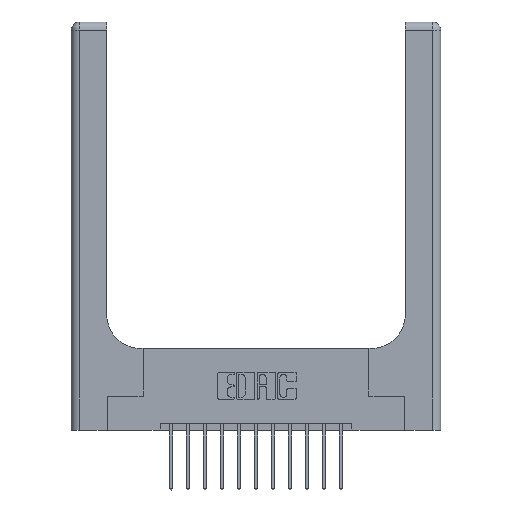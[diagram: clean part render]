
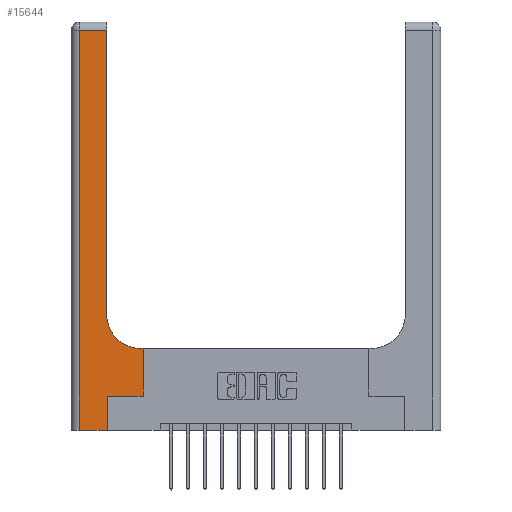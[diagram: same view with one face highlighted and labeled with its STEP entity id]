
A CAD part, top view. The second image highlights one B-rep face of the part: STEP entity #15644.
In plain terms, the highlighted planar face has unit normal (0, 0, 1).
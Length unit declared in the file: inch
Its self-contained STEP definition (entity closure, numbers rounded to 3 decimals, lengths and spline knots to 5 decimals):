
#27 = CARTESIAN_POINT ( 'NONE',  ( 0.265, 0.25, 0.37 ) ) ;
#36 = EDGE_CURVE ( 'NONE', #11319, #14726, #2906, .T. ) ;
#182 = VECTOR ( 'NONE', #5666, 39.37008 ) ;
#1362 = EDGE_CURVE ( 'NONE', #2604, #11319, #1875, .T. ) ;
#1455 = CARTESIAN_POINT ( 'NONE',  ( 0.51, 0.6, 0.37 ) ) ;
#1635 = VECTOR ( 'NONE', #11532, 39.37008 ) ;
#1717 = EDGE_CURVE ( 'NONE', #3345, #2604, #3847, .T. ) ;
#1875 = LINE ( 'NONE', #15297, #15049 ) ;
#1917 = LINE ( 'NONE', #27, #6876 ) ;
#2174 = PLANE ( 'NONE',  #7992 ) ;
#2533 = CARTESIAN_POINT ( 'NONE',  ( 0.51, 0.85, 0.37 ) ) ;
#2604 = VERTEX_POINT ( 'NONE', #5374 ) ;
#2906 = LINE ( 'NONE', #6693, #11908 ) ;
#2937 = VERTEX_POINT ( 'NONE', #7401 ) ;
#3345 = VERTEX_POINT ( 'NONE', #1455 ) ;
#3486 = AXIS2_PLACEMENT_3D ( 'NONE', #2533, #7784, #5604 ) ;
#3523 = ORIENTED_EDGE ( 'NONE', *, *, #1717, .T. ) ;
#3642 = LINE ( 'NONE', #6072, #7402 ) ;
#3847 = CIRCLE ( 'NONE', #3486, 0.25 ) ;
#3917 = EDGE_CURVE ( 'NONE', #2937, #8732, #1917, .T. ) ;
#4071 = CARTESIAN_POINT ( 'NONE',  ( 0.528, 0.25, 0.37 ) ) ;
#4115 = LINE ( 'NONE', #4616, #11313 ) ;
#4581 = EDGE_CURVE ( 'NONE', #8732, #14869, #11494, .T. ) ;
#4616 = CARTESIAN_POINT ( 'NONE',  ( 0., 0., 0.37 ) ) ;
#4713 = DIRECTION ( 'NONE',  ( -1., 0., 0. ) ) ;
#4774 = VERTEX_POINT ( 'NONE', #8178 ) ;
#5294 = DIRECTION ( 'NONE',  ( -1., 0., 0. ) ) ;
#5374 = CARTESIAN_POINT ( 'NONE',  ( 0.26, 0.85, 0.37 ) ) ;
#5551 = CARTESIAN_POINT ( 'NONE',  ( 0.06, 3., 0.37 ) ) ;
#5604 = DIRECTION ( 'NONE',  ( 1., 0., 0. ) ) ;
#5666 = DIRECTION ( 'NONE',  ( 0., -1., 0. ) ) ;
#5728 = EDGE_CURVE ( 'NONE', #14869, #3345, #3642, .T. ) ;
#6072 = CARTESIAN_POINT ( 'NONE',  ( 0.26, 0.6, 0.37 ) ) ;
#6144 = CARTESIAN_POINT ( 'NONE',  ( 0., 3., 0.37 ) ) ;
#6693 = CARTESIAN_POINT ( 'NONE',  ( 0., 2.94, 0.37 ) ) ;
#6810 = ORIENTED_EDGE ( 'NONE', *, *, #5728, .T. ) ;
#6876 = VECTOR ( 'NONE', #15227, 39.37008 ) ;
#7142 = LINE ( 'NONE', #5551, #182 ) ;
#7347 = ORIENTED_EDGE ( 'NONE', *, *, #12383, .T. ) ;
#7389 = CARTESIAN_POINT ( 'NONE',  ( 0.528, 0.6, 0.37 ) ) ;
#7401 = CARTESIAN_POINT ( 'NONE',  ( 0.265, 0.25, 0.37 ) ) ;
#7402 = VECTOR ( 'NONE', #10058, 39.37008 ) ;
#7654 = FACE_OUTER_BOUND ( 'NONE', #12087, .T. ) ;
#7679 = CARTESIAN_POINT ( 'NONE',  ( 0.265, 0., 0.37 ) ) ;
#7784 = DIRECTION ( 'NONE',  ( 0., 0., -1. ) ) ;
#7992 = AXIS2_PLACEMENT_3D ( 'NONE', #6144, #12390, #4713 ) ;
#8178 = CARTESIAN_POINT ( 'NONE',  ( 0.265, 0., 0.37 ) ) ;
#8235 = ORIENTED_EDGE ( 'NONE', *, *, #1362, .T. ) ;
#8433 = ORIENTED_EDGE ( 'NONE', *, *, #3917, .T. ) ;
#8582 = DIRECTION ( 'NONE',  ( 1., 0., 0. ) ) ;
#8673 = DIRECTION ( 'NONE',  ( 0., 1., 0. ) ) ;
#8732 = VERTEX_POINT ( 'NONE', #4071 ) ;
#8782 = LINE ( 'NONE', #7679, #1635 ) ;
#9365 = VERTEX_POINT ( 'NONE', #13236 ) ;
#10058 = DIRECTION ( 'NONE',  ( -1., 0., 0. ) ) ;
#10437 = CARTESIAN_POINT ( 'NONE',  ( 0.528, 0.25, 0.37 ) ) ;
#10707 = ORIENTED_EDGE ( 'NONE', *, *, #36, .T. ) ;
#10833 = CARTESIAN_POINT ( 'NONE',  ( 0.06, 2.94, 0.37 ) ) ;
#11313 = VECTOR ( 'NONE', #8582, 39.37008 ) ;
#11319 = VERTEX_POINT ( 'NONE', #15114 ) ;
#11494 = LINE ( 'NONE', #10437, #15303 ) ;
#11532 = DIRECTION ( 'NONE',  ( 0., 1., 0. ) ) ;
#11908 = VECTOR ( 'NONE', #5294, 39.37008 ) ;
#12087 = EDGE_LOOP ( 'NONE', ( #8235, #10707, #13370, #15289, #7347, #8433, #12162, #6810, #3523 ) ) ;
#12162 = ORIENTED_EDGE ( 'NONE', *, *, #4581, .T. ) ;
#12383 = EDGE_CURVE ( 'NONE', #4774, #2937, #8782, .T. ) ;
#12390 = DIRECTION ( 'NONE',  ( 0., 0., -1. ) ) ;
#13236 = CARTESIAN_POINT ( 'NONE',  ( 0.06, 0., 0.37 ) ) ;
#13252 = EDGE_CURVE ( 'NONE', #14726, #9365, #7142, .T. ) ;
#13370 = ORIENTED_EDGE ( 'NONE', *, *, #13252, .T. ) ;
#14726 = VERTEX_POINT ( 'NONE', #10833 ) ;
#14869 = VERTEX_POINT ( 'NONE', #7389 ) ;
#14927 = EDGE_CURVE ( 'NONE', #9365, #4774, #4115, .T. ) ;
#15049 = VECTOR ( 'NONE', #8673, 39.37008 ) ;
#15114 = CARTESIAN_POINT ( 'NONE',  ( 0.26, 2.94, 0.37 ) ) ;
#15227 = DIRECTION ( 'NONE',  ( 1., 0., 0. ) ) ;
#15289 = ORIENTED_EDGE ( 'NONE', *, *, #14927, .T. ) ;
#15297 = CARTESIAN_POINT ( 'NONE',  ( 0.26, 3., 0.37 ) ) ;
#15303 = VECTOR ( 'NONE', #15423, 39.37008 ) ;
#15423 = DIRECTION ( 'NONE',  ( 0., 1., 0. ) ) ;
#15644 = ADVANCED_FACE ( 'NONE', ( #7654 ), #2174, .F. ) ;
